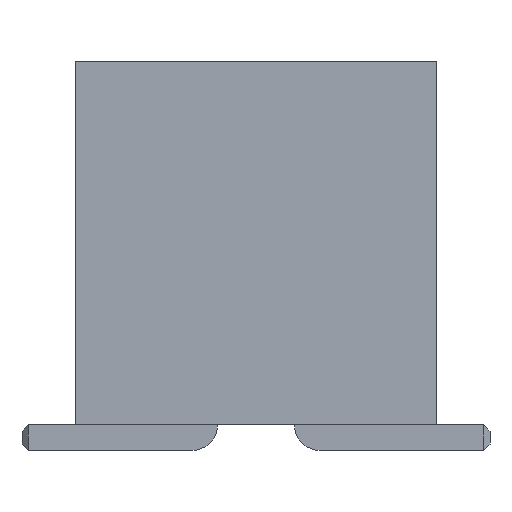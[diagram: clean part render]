
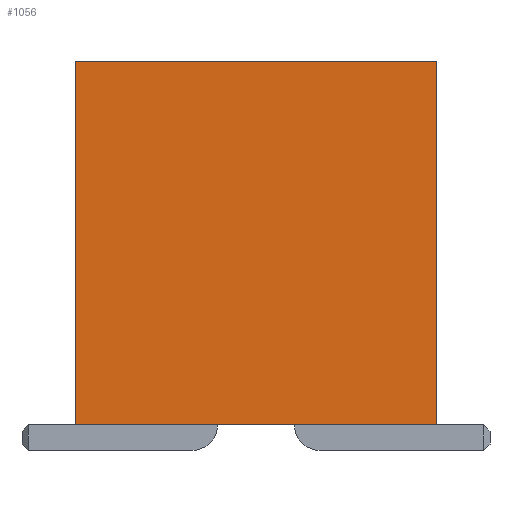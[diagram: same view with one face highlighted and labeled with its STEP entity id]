
A CAD part, front view. The second image highlights one B-rep face of the part: STEP entity #1056.
In plain terms, the highlighted planar face has unit normal (0, -1, 0).
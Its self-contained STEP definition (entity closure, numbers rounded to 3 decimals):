
#24 = VERTEX_POINT('',#25);
#25 = CARTESIAN_POINT('',(-4.475,-29.21,9.64));
#31 = EDGE_CURVE('',#24,#32,#34,.T.);
#32 = VERTEX_POINT('',#33);
#33 = CARTESIAN_POINT('',(4.475,-29.21,9.64));
#34 = LINE('',#35,#36);
#35 = CARTESIAN_POINT('',(-4.475,-29.21,9.64));
#36 = VECTOR('',#37,1.);
#37 = DIRECTION('',(1.,0.,0.));
#165 = EDGE_CURVE('',#166,#24,#168,.T.);
#166 = VERTEX_POINT('',#167);
#167 = CARTESIAN_POINT('',(-4.475,-29.21,0.64));
#168 = LINE('',#169,#170);
#169 = CARTESIAN_POINT('',(-4.475,-29.21,0.64));
#170 = VECTOR('',#171,1.);
#171 = DIRECTION('',(0.,0.,1.));
#716 = EDGE_CURVE('',#717,#32,#719,.T.);
#717 = VERTEX_POINT('',#718);
#718 = CARTESIAN_POINT('',(4.475,-29.21,0.64));
#719 = LINE('',#720,#721);
#720 = CARTESIAN_POINT('',(4.475,-29.21,0.64));
#721 = VECTOR('',#722,1.);
#722 = DIRECTION('',(0.,0.,1.));
#1056 = ADVANCED_FACE('',(#1057),#1068,.F.);
#1057 = FACE_BOUND('',#1058,.T.);
#1058 = EDGE_LOOP('',(#1059,#1060,#1066,#1067));
#1059 = ORIENTED_EDGE('',*,*,#165,.F.);
#1060 = ORIENTED_EDGE('',*,*,#1061,.T.);
#1061 = EDGE_CURVE('',#166,#717,#1062,.T.);
#1062 = LINE('',#1063,#1064);
#1063 = CARTESIAN_POINT('',(-4.475,-29.21,0.64));
#1064 = VECTOR('',#1065,1.);
#1065 = DIRECTION('',(1.,0.,0.));
#1066 = ORIENTED_EDGE('',*,*,#716,.T.);
#1067 = ORIENTED_EDGE('',*,*,#31,.F.);
#1068 = PLANE('',#1069);
#1069 = AXIS2_PLACEMENT_3D('',#1070,#1071,#1072);
#1070 = CARTESIAN_POINT('',(-4.475,-29.21,0.64));
#1071 = DIRECTION('',(0.,1.,0.));
#1072 = DIRECTION('',(1.,0.,0.));
